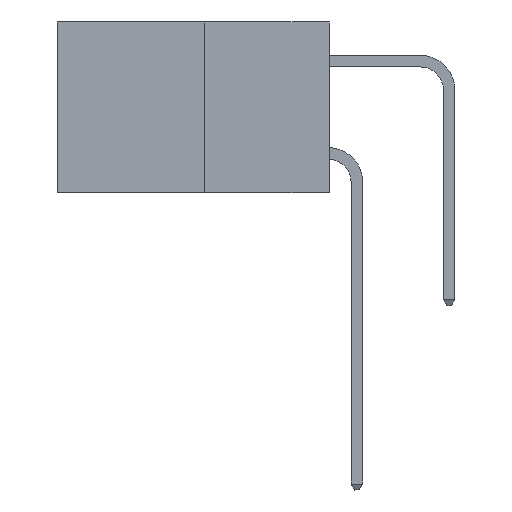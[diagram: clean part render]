
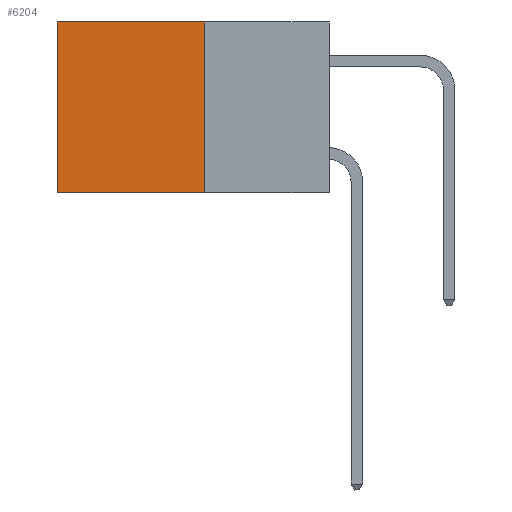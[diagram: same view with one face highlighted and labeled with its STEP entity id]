
A CAD part, left-side view. The second image highlights one B-rep face of the part: STEP entity #6204.
In plain terms, the highlighted planar face has unit normal (-1, 0, 0).
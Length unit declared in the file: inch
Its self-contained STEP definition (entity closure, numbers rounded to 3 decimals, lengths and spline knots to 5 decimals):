
#10 = LINE ( 'NONE', #4748, #5026 ) ;
#105 = CARTESIAN_POINT ( 'NONE',  ( 0.277, 0.59, -0.37 ) ) ;
#1348 = VERTEX_POINT ( 'NONE', #105 ) ;
#1549 = EDGE_CURVE ( 'NONE', #3464, #1348, #8385, .T. ) ;
#1657 = ORIENTED_EDGE ( 'NONE', *, *, #4444, .F. ) ;
#1668 = EDGE_CURVE ( 'NONE', #3415, #3464, #11351, .T. ) ;
#2247 = CARTESIAN_POINT ( 'NONE',  ( 0.277, 0.27, 0. ) ) ;
#3415 = VERTEX_POINT ( 'NONE', #9498 ) ;
#3464 = VERTEX_POINT ( 'NONE', #5301 ) ;
#3534 = VERTEX_POINT ( 'NONE', #5878 ) ;
#4032 = VECTOR ( 'NONE', #8101, 39.37008 ) ;
#4444 = EDGE_CURVE ( 'NONE', #3534, #1348, #7162, .T. ) ;
#4748 = CARTESIAN_POINT ( 'NONE',  ( 0.277, 0.27, -0.37 ) ) ;
#5016 = DIRECTION ( 'NONE',  ( 0., 0., -1. ) ) ;
#5026 = VECTOR ( 'NONE', #5016, 39.37008 ) ;
#5075 = CARTESIAN_POINT ( 'NONE',  ( 0.277, 0.59, -0.37 ) ) ;
#5301 = CARTESIAN_POINT ( 'NONE',  ( 0.277, 0.59, 0. ) ) ;
#5429 = EDGE_CURVE ( 'NONE', #3415, #3534, #10, .T. ) ;
#5878 = CARTESIAN_POINT ( 'NONE',  ( 0.277, 0.27, -0.37 ) ) ;
#6204 = ADVANCED_FACE ( 'NONE', ( #9421 ), #7843, .F. ) ;
#6461 = EDGE_LOOP ( 'NONE', ( #7374, #1657, #9571, #7132 ) ) ;
#6866 = DIRECTION ( 'NONE',  ( 0., 0., -1. ) ) ;
#7006 = DIRECTION ( 'NONE',  ( 1., 0., 0. ) ) ;
#7015 = CARTESIAN_POINT ( 'NONE',  ( 0.277, 0.27, -0.37 ) ) ;
#7132 = ORIENTED_EDGE ( 'NONE', *, *, #1668, .T. ) ;
#7162 = LINE ( 'NONE', #10014, #9579 ) ;
#7374 = ORIENTED_EDGE ( 'NONE', *, *, #1549, .T. ) ;
#7843 = PLANE ( 'NONE',  #10589 ) ;
#8101 = DIRECTION ( 'NONE',  ( 0., 1., 0. ) ) ;
#8107 = VECTOR ( 'NONE', #10250, 39.37008 ) ;
#8385 = LINE ( 'NONE', #5075, #8107 ) ;
#9421 = FACE_OUTER_BOUND ( 'NONE', #6461, .T. ) ;
#9498 = CARTESIAN_POINT ( 'NONE',  ( 0.277, 0.27, 0. ) ) ;
#9517 = DIRECTION ( 'NONE',  ( 0., 1., 0. ) ) ;
#9571 = ORIENTED_EDGE ( 'NONE', *, *, #5429, .F. ) ;
#9579 = VECTOR ( 'NONE', #9517, 39.37008 ) ;
#10014 = CARTESIAN_POINT ( 'NONE',  ( 0.277, 0.27, -0.37 ) ) ;
#10250 = DIRECTION ( 'NONE',  ( 0., 0., -1. ) ) ;
#10589 = AXIS2_PLACEMENT_3D ( 'NONE', #7015, #7006, #6866 ) ;
#11351 = LINE ( 'NONE', #2247, #4032 ) ;
